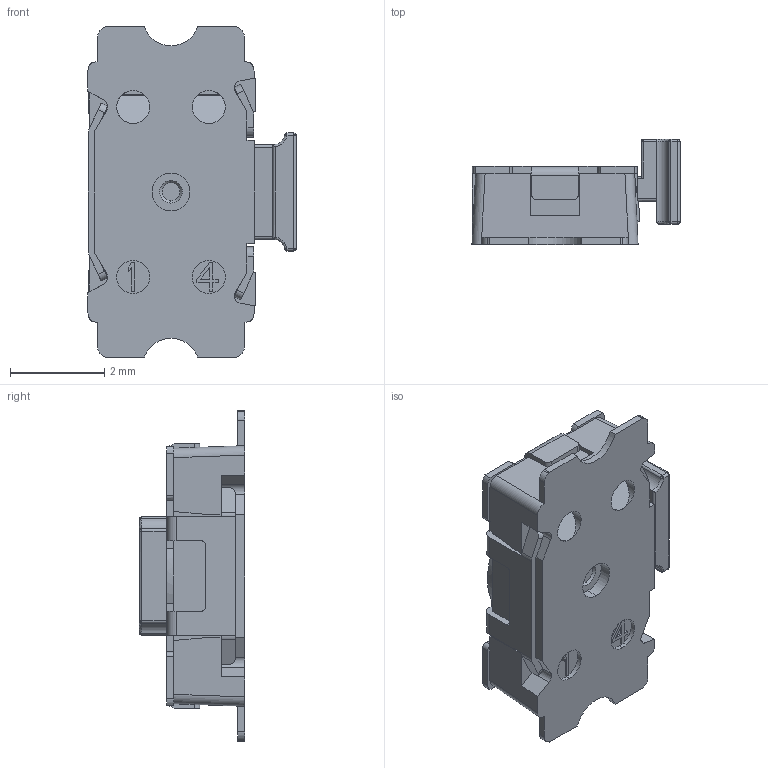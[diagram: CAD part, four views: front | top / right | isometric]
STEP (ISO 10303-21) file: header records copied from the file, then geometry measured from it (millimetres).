
FILE_DESCRIPTION (( 'STEP AP214' ), '1' );
FILE_NAME ('KSS321GLFS.STEP', '2025-08-25T11:18:13', ( '' ), ( '' ), 'SwSTEP 2.0', 'SolidWorks 2024', '' );
FILE_SCHEMA (( 'AUTOMOTIVE_DESIGN' ));
Length unit declared in the file: metre
Products named in the file (1): KSS321GLFS
Bounding box: 4.41 x 2.23 x 7 mm (x, y, z)
Volume: 33.5 mm3; surface area: 102.7 mm2
Topology: 1 solids, 1 shells, 321 faces, 879 edges, 548 vertices
Faces by surface type: plane 199, cylinder 96, bspline 24, cone 2
Entity records: 10227 total; most frequent: CARTESIAN_POINT 2153, ORIENTED_EDGE 1718, DIRECTION 1661, EDGE_CURVE 859, VECTOR 615, LINE 615, VERTEX_POINT 548, AXIS2_PLACEMENT_3D 523
